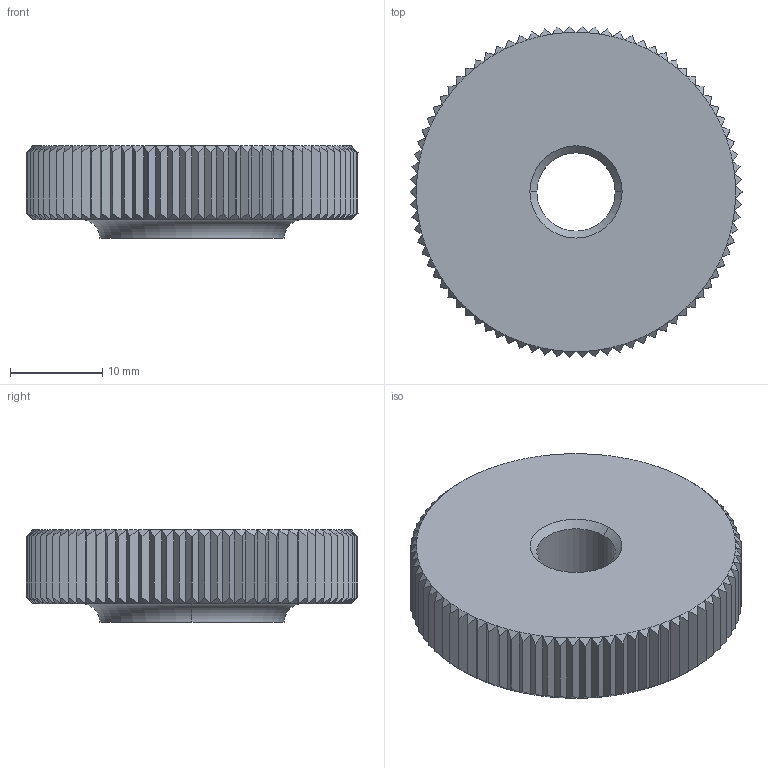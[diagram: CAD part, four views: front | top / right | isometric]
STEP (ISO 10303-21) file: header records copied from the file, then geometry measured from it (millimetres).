
FILE_DESCRIPTION(('STEP AP214'),'1');
FILE_NAME(' ',' ',('TraceParts'),('TraceParts S.A.'),'XStep 1.0',' ',' ');
FILE_SCHEMA(('automotive_design'));
Length unit declared in the file: millimetre
Products named in the file (1): 1
Bounding box: 36 x 35.97 x 10 mm (x, y, z)
Volume: 7909.2 mm3; surface area: 3359.3 mm2
Topology: 1 solids, 1 shells, 425 faces, 934 edges, 512 vertices
Faces by surface type: cone 172, plane 167, cylinder 84, torus 2
Entity records: 21644 total; most frequent: CARTESIAN_POINT 2536, STYLED_ITEM 1872, PRESENTATION_STYLE_ASSIGNMENT 1872, COLOUR_RGB 1872, ORIENTED_EDGE 1868, DIRECTION 1800, EDGE_CURVE 934, CURVE_STYLE 934
